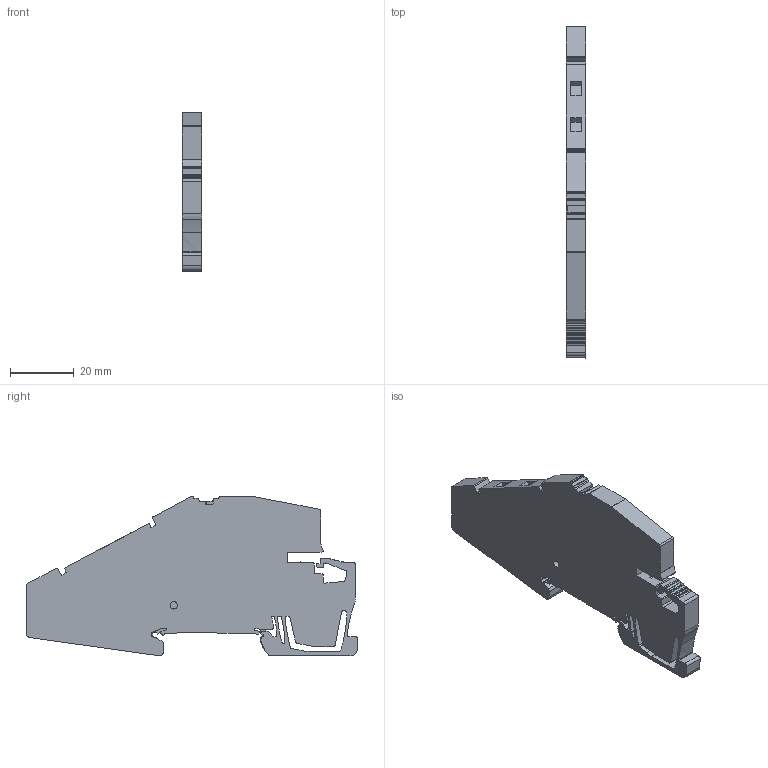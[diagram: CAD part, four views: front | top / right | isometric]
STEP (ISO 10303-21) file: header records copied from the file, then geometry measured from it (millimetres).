
FILE_DESCRIPTION(('CATIA V5 STEP Exchange','CAx-IF Rec.Pracs.--- Model Styling and Organization---1.4--- 2014-01-23'),'2;1');
FILE_NAME ('1146662-3_1', '2023-06-13T08:50:14+00:00', ('none'), ('Weidmueller'), 'CATIA Version 5-6 Release 2016 SP3 HF44', 'CATIA V5 STEP AP214', 'none');
FILE_SCHEMA(('AUTOMOTIVE_DESIGN { 1 0 10303 214 1 1 1 1 }'));
Length unit declared in the file: millimetre
Products named in the file (1): 2690440000
Bounding box: 6.1 x 104.47 x 50.2 mm (x, y, z)
Volume: 21944.9 mm3; surface area: 10372.6 mm2
Topology: 6 solids, 6 shells, 330 faces, 954 edges, 639 vertices
Faces by surface type: plane 172, cylinder 158
Entity records: 10570 total; most frequent: CARTESIAN_POINT 1939, ORIENTED_EDGE 1908, DIRECTION 1557, EDGE_CURVE 954, VERTEX_POINT 639, VECTOR 635, LINE 635, AXIS2_PLACEMENT_3D 618
